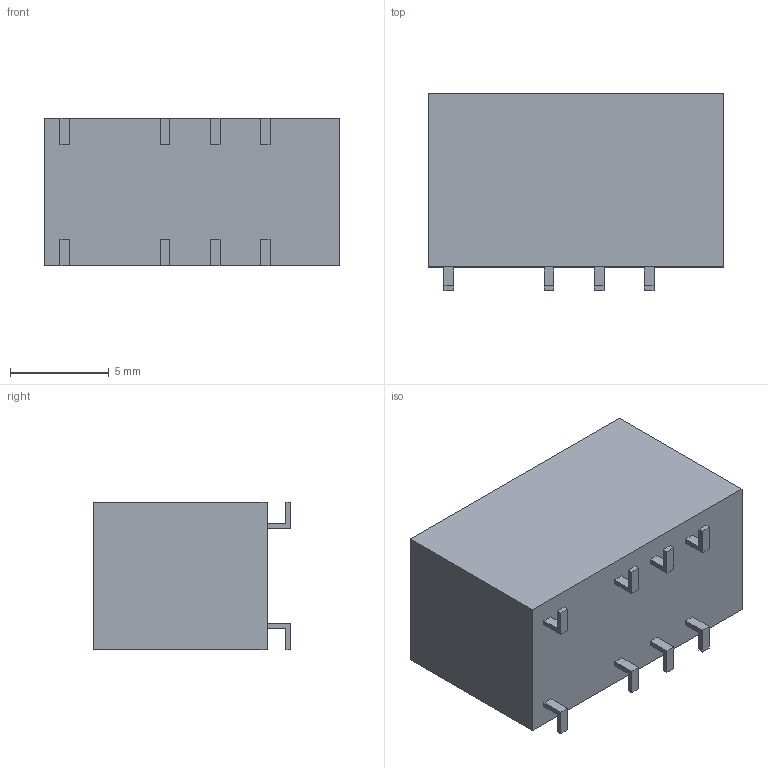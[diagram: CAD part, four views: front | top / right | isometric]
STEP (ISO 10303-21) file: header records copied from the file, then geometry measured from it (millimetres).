
FILE_DESCRIPTION (( 'STEP AP214' ), '1' );
FILE_NAME ('IR_TEE2MFD_L15W7.5H10.STEP', '2018-11-13T16:58:18', ( '' ), ( '' ), 'SwSTEP 2.0', 'SolidWorks 2014', '' );
FILE_SCHEMA (( 'AUTOMOTIVE_DESIGN' ));
Length unit declared in the file: millimetre
Products named in the file (1): IR_TEE2MFD_L15W7.5H10
Bounding box: 15 x 10.01 x 7.5 mm (x, y, z)
Volume: 992.3 mm3; surface area: 648.6 mm2
Topology: 1 solids, 1 shells, 116 faces, 309 edges, 206 vertices
Faces by surface type: plane 116
Entity records: 4843 total; most frequent: CARTESIAN_POINT 632, ORIENTED_EDGE 618, DIRECTION 543, EDGE_CURVE 309, VECTOR 309, LINE 309, VERTEX_POINT 206, EDGE_LOOP 127
